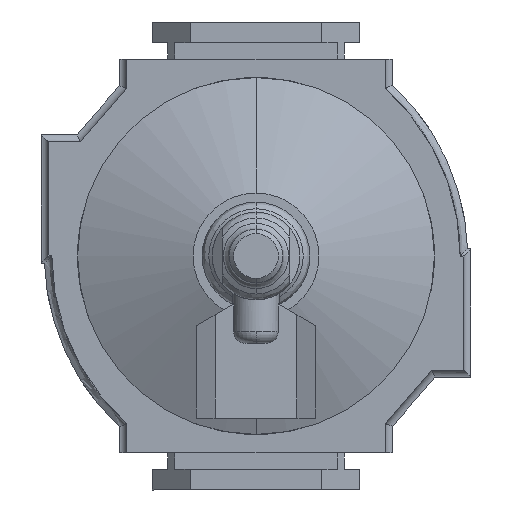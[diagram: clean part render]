
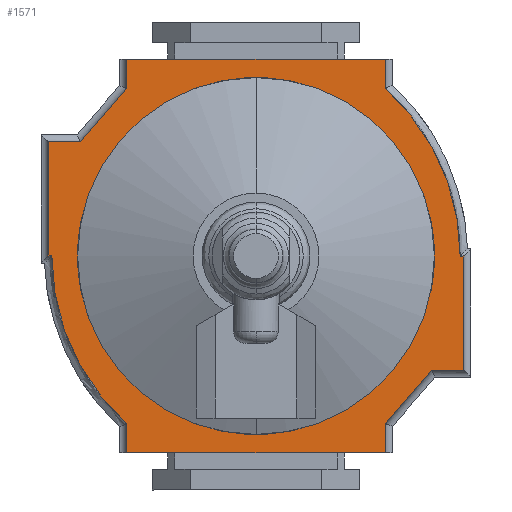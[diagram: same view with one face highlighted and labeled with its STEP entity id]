
A CAD part, front view. The second image highlights one B-rep face of the part: STEP entity #1571.
In plain terms, the highlighted face is planar.
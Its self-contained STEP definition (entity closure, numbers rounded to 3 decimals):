
#103 = DIRECTION ( 'NONE',  ( 1., 0., 0. ) ) ;
#163 = CIRCLE ( 'NONE', #454, 38.4 ) ;
#263 = VERTEX_POINT ( 'NONE', #3836 ) ;
#281 = DIRECTION ( 'NONE',  ( -1., 0., 0. ) ) ;
#315 = ORIENTED_EDGE ( 'NONE', *, *, #569, .F. ) ;
#345 = CARTESIAN_POINT ( 'NONE',  ( 33.65, 0., 22.1 ) ) ;
#376 = LINE ( 'NONE', #3855, #6212 ) ;
#379 = ORIENTED_EDGE ( 'NONE', *, *, #8094, .F. ) ;
#396 = EDGE_CURVE ( 'NONE', #8956, #5936, #6394, .T. ) ;
#454 = AXIS2_PLACEMENT_3D ( 'NONE', #5888, #8749, #2336 ) ;
#495 = VECTOR ( 'NONE', #8869, 1000. ) ;
#569 = EDGE_CURVE ( 'NONE', #4454, #1443, #376, .T. ) ;
#578 = VERTEX_POINT ( 'NONE', #4593 ) ;
#677 = ORIENTED_EDGE ( 'NONE', *, *, #7346, .F. ) ;
#730 = ORIENTED_EDGE ( 'NONE', *, *, #7438, .F. ) ;
#732 = CARTESIAN_POINT ( 'NONE',  ( 33.65, 0., -22.1 ) ) ;
#737 = LINE ( 'NONE', #4270, #9184 ) ;
#837 = CARTESIAN_POINT ( 'NONE',  ( 19.5, 0., -35.5 ) ) ;
#845 = CARTESIAN_POINT ( 'NONE',  ( -28.65, 0., 22.1 ) ) ;
#1057 = EDGE_CURVE ( 'NONE', #8072, #2097, #737, .T. ) ;
#1290 = FACE_OUTER_BOUND ( 'NONE', #2210, .T. ) ;
#1300 = CARTESIAN_POINT ( 'NONE',  ( -28.622, 0., -22.1 ) ) ;
#1443 = VERTEX_POINT ( 'NONE', #8613 ) ;
#1503 = VERTEX_POINT ( 'NONE', #3291 ) ;
#1571 = ADVANCED_FACE ( 'NONE', ( #1290 ), #5704, .T. ) ;
#1611 = ORIENTED_EDGE ( 'NONE', *, *, #7571, .F. ) ;
#1650 = VECTOR ( 'NONE', #3718, 1000. ) ;
#1747 = LINE ( 'NONE', #5778, #495 ) ;
#1794 = AXIS2_PLACEMENT_3D ( 'NONE', #8410, #4240, #7748 ) ;
#1867 = LINE ( 'NONE', #4611, #4403 ) ;
#1898 = EDGE_CURVE ( 'NONE', #8867, #4454, #1747, .T. ) ;
#2026 = DIRECTION ( 'NONE',  ( 0., 0., -1. ) ) ;
#2097 = VERTEX_POINT ( 'NONE', #6578 ) ;
#2210 = EDGE_LOOP ( 'NONE', ( #730, #3081, #4693, #8512, #315, #6805, #379, #7729, #3699, #2747, #3255, #1611, #4175, #6555, #677, #8248 ) ) ;
#2246 = VECTOR ( 'NONE', #2253, 1000. ) ;
#2253 = DIRECTION ( 'NONE',  ( 0., 0., 1. ) ) ;
#2266 = LINE ( 'NONE', #837, #8668 ) ;
#2336 = DIRECTION ( 'NONE',  ( 0., 0., -1. ) ) ;
#2520 = EDGE_CURVE ( 'NONE', #3385, #1503, #5608, .T. ) ;
#2659 = EDGE_CURVE ( 'NONE', #5486, #3806, #8829, .T. ) ;
#2717 = DIRECTION ( 'NONE',  ( 0., 1., 0. ) ) ;
#2747 = ORIENTED_EDGE ( 'NONE', *, *, #4170, .F. ) ;
#2792 = LINE ( 'NONE', #4309, #7183 ) ;
#2873 = VECTOR ( 'NONE', #103, 1000. ) ;
#2946 = CARTESIAN_POINT ( 'NONE',  ( 28.65, 0., -22.1 ) ) ;
#2986 = DIRECTION ( 'NONE',  ( 0., 0., 1. ) ) ;
#3069 = CARTESIAN_POINT ( 'NONE',  ( 19.5, 0., -30. ) ) ;
#3081 = ORIENTED_EDGE ( 'NONE', *, *, #8610, .F. ) ;
#3114 = CARTESIAN_POINT ( 'NONE',  ( 33.65, 0., -22.1 ) ) ;
#3153 = EDGE_CURVE ( 'NONE', #4478, #5486, #3698, .T. ) ;
#3255 = ORIENTED_EDGE ( 'NONE', *, *, #2520, .F. ) ;
#3291 = CARTESIAN_POINT ( 'NONE',  ( 28.622, 0., 22.1 ) ) ;
#3385 = VERTEX_POINT ( 'NONE', #345 ) ;
#3549 = CARTESIAN_POINT ( 'NONE',  ( 0., 0., 0. ) ) ;
#3602 = VERTEX_POINT ( 'NONE', #8726 ) ;
#3698 = LINE ( 'NONE', #3069, #8707 ) ;
#3699 = ORIENTED_EDGE ( 'NONE', *, *, #4191, .F. ) ;
#3718 = DIRECTION ( 'NONE',  ( 0., 0., -1. ) ) ;
#3806 = VERTEX_POINT ( 'NONE', #732 ) ;
#3813 = LINE ( 'NONE', #7328, #1650 ) ;
#3836 = CARTESIAN_POINT ( 'NONE',  ( 0., 0., -35.5 ) ) ;
#3855 = CARTESIAN_POINT ( 'NONE',  ( -28.65, 0., 22.1 ) ) ;
#4170 = EDGE_CURVE ( 'NONE', #1503, #4297, #163, .T. ) ;
#4175 = ORIENTED_EDGE ( 'NONE', *, *, #2659, .F. ) ;
#4183 = VECTOR ( 'NONE', #7174, 1000. ) ;
#4191 = EDGE_CURVE ( 'NONE', #4297, #8072, #7871, .T. ) ;
#4209 = VECTOR ( 'NONE', #7917, 1000. ) ;
#4240 = DIRECTION ( 'NONE',  ( 0., -1., 0. ) ) ;
#4270 = CARTESIAN_POINT ( 'NONE',  ( 0., 0., 35.5 ) ) ;
#4297 = VERTEX_POINT ( 'NONE', #6359 ) ;
#4309 = CARTESIAN_POINT ( 'NONE',  ( -33.65, 0., 22.1 ) ) ;
#4403 = VECTOR ( 'NONE', #6741, 1000. ) ;
#4434 = LINE ( 'NONE', #3114, #2246 ) ;
#4454 = VERTEX_POINT ( 'NONE', #845 ) ;
#4478 = VERTEX_POINT ( 'NONE', #7027 ) ;
#4593 = CARTESIAN_POINT ( 'NONE',  ( 19.5, 0., -35.5 ) ) ;
#4611 = CARTESIAN_POINT ( 'NONE',  ( 0., 0., -35.5 ) ) ;
#4663 = VECTOR ( 'NONE', #5696, 1000. ) ;
#4693 = ORIENTED_EDGE ( 'NONE', *, *, #396, .F. ) ;
#4860 = CARTESIAN_POINT ( 'NONE',  ( 0., 0., -34.9 ) ) ;
#4978 = CARTESIAN_POINT ( 'NONE',  ( 33.65, 0., 22.1 ) ) ;
#5009 = CARTESIAN_POINT ( 'NONE',  ( -19.5, 0., 30. ) ) ;
#5037 = CARTESIAN_POINT ( 'NONE',  ( 0., 0., 34.9 ) ) ;
#5486 = VERTEX_POINT ( 'NONE', #2946 ) ;
#5608 = LINE ( 'NONE', #4978, #4663 ) ;
#5690 = DIRECTION ( 'NONE',  ( 1., 0., 0. ) ) ;
#5696 = DIRECTION ( 'NONE',  ( -1., 0., 0. ) ) ;
#5704 = PLANE ( 'NONE',  #7838 ) ;
#5778 = CARTESIAN_POINT ( 'NONE',  ( -19.5, 0., 30. ) ) ;
#5824 = CIRCLE ( 'NONE', #1794, 38.4 ) ;
#5888 = CARTESIAN_POINT ( 'NONE',  ( 0., 0., -3.5 ) ) ;
#5936 = VERTEX_POINT ( 'NONE', #1300 ) ;
#6212 = VECTOR ( 'NONE', #281, 1000. ) ;
#6359 = CARTESIAN_POINT ( 'NONE',  ( 0., 0., 34.9 ) ) ;
#6394 = LINE ( 'NONE', #9268, #7877 ) ;
#6555 = ORIENTED_EDGE ( 'NONE', *, *, #3153, .F. ) ;
#6578 = CARTESIAN_POINT ( 'NONE',  ( -19.5, 0., 35.5 ) ) ;
#6741 = DIRECTION ( 'NONE',  ( 1., 0., 0. ) ) ;
#6805 = ORIENTED_EDGE ( 'NONE', *, *, #1898, .F. ) ;
#6937 = EDGE_CURVE ( 'NONE', #263, #578, #1867, .T. ) ;
#7027 = CARTESIAN_POINT ( 'NONE',  ( 19.5, 0., -30. ) ) ;
#7174 = DIRECTION ( 'NONE',  ( 0., 0., -1. ) ) ;
#7183 = VECTOR ( 'NONE', #2026, 1000. ) ;
#7328 = CARTESIAN_POINT ( 'NONE',  ( -19.5, 0., 35.5 ) ) ;
#7346 = EDGE_CURVE ( 'NONE', #578, #4478, #2266, .T. ) ;
#7358 = DIRECTION ( 'NONE',  ( 0.757, 0., 0.654 ) ) ;
#7419 = EDGE_CURVE ( 'NONE', #1443, #8956, #2792, .T. ) ;
#7430 = CARTESIAN_POINT ( 'NONE',  ( 28.65, 0., -22.1 ) ) ;
#7438 = EDGE_CURVE ( 'NONE', #3602, #263, #7836, .T. ) ;
#7571 = EDGE_CURVE ( 'NONE', #3806, #3385, #4434, .T. ) ;
#7703 = DIRECTION ( 'NONE',  ( -1., 0., 0. ) ) ;
#7717 = DIRECTION ( 'NONE',  ( 0., 0., 1. ) ) ;
#7729 = ORIENTED_EDGE ( 'NONE', *, *, #1057, .F. ) ;
#7748 = DIRECTION ( 'NONE',  ( 0., 0., 1. ) ) ;
#7836 = LINE ( 'NONE', #4860, #4183 ) ;
#7838 = AXIS2_PLACEMENT_3D ( 'NONE', #3549, #2717, #7717 ) ;
#7871 = LINE ( 'NONE', #5037, #4209 ) ;
#7877 = VECTOR ( 'NONE', #5690, 1000. ) ;
#7917 = DIRECTION ( 'NONE',  ( 0., 0., 1. ) ) ;
#7990 = CARTESIAN_POINT ( 'NONE',  ( 0., 0., 35.5 ) ) ;
#8072 = VERTEX_POINT ( 'NONE', #7990 ) ;
#8094 = EDGE_CURVE ( 'NONE', #2097, #8867, #3813, .T. ) ;
#8248 = ORIENTED_EDGE ( 'NONE', *, *, #6937, .F. ) ;
#8410 = CARTESIAN_POINT ( 'NONE',  ( 0., 0., 3.5 ) ) ;
#8512 = ORIENTED_EDGE ( 'NONE', *, *, #7419, .F. ) ;
#8610 = EDGE_CURVE ( 'NONE', #5936, #3602, #5824, .T. ) ;
#8613 = CARTESIAN_POINT ( 'NONE',  ( -33.65, 0., 22.1 ) ) ;
#8668 = VECTOR ( 'NONE', #2986, 1000. ) ;
#8707 = VECTOR ( 'NONE', #7358, 1000. ) ;
#8726 = CARTESIAN_POINT ( 'NONE',  ( 0., 0., -34.9 ) ) ;
#8749 = DIRECTION ( 'NONE',  ( 0., -1., 0. ) ) ;
#8803 = CARTESIAN_POINT ( 'NONE',  ( -33.65, 0., -22.1 ) ) ;
#8829 = LINE ( 'NONE', #7430, #2873 ) ;
#8867 = VERTEX_POINT ( 'NONE', #5009 ) ;
#8869 = DIRECTION ( 'NONE',  ( -0.757, 0., -0.654 ) ) ;
#8956 = VERTEX_POINT ( 'NONE', #8803 ) ;
#9184 = VECTOR ( 'NONE', #7703, 1000. ) ;
#9268 = CARTESIAN_POINT ( 'NONE',  ( -33.65, 0., -22.1 ) ) ;
